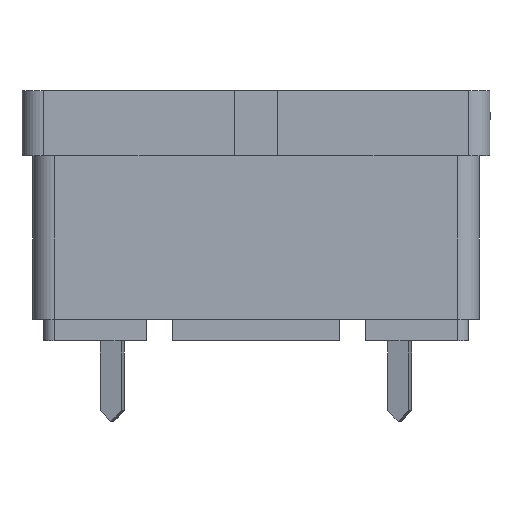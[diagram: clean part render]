
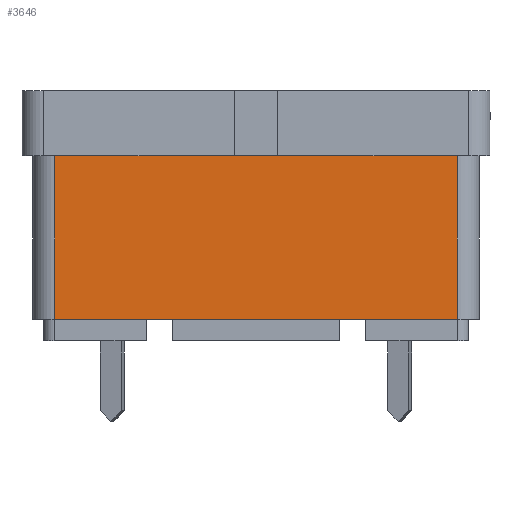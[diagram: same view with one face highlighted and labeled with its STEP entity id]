
A CAD part, front view. The second image highlights one B-rep face of the part: STEP entity #3646.
In plain terms, the highlighted planar face has unit normal (0, -1, 0).
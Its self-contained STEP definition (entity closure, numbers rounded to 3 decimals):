
#3020=CARTESIAN_POINT('',(-9.249,-12.75,8.5));
#3021=VERTEX_POINT('',#3020);
#3029=CARTESIAN_POINT('',(9.251,-12.75,8.5));
#3030=VERTEX_POINT('',#3029);
#3031=CARTESIAN_POINT('',(-9.249,-12.75,8.5));
#3032=DIRECTION('',(1.0,0.0,0.0));
#3033=VECTOR('',#3032,18.5);
#3034=LINE('',#3031,#3033);
#3035=EDGE_CURVE('',#3021,#3030,#3034,.T.);
#3055=CARTESIAN_POINT('',(9.251,-12.75,1.0));
#3056=VERTEX_POINT('',#3055);
#3064=CARTESIAN_POINT('',(-9.249,-12.75,1.0));
#3065=VERTEX_POINT('',#3064);
#3066=CARTESIAN_POINT('',(9.251,-12.75,1.0));
#3067=DIRECTION('',(-1.0,0.0,0.0));
#3068=VECTOR('',#3067,18.5);
#3069=LINE('',#3066,#3068);
#3070=EDGE_CURVE('',#3056,#3065,#3069,.T.);
#3619=CARTESIAN_POINT('',(9.251,-12.75,1.0));
#3620=DIRECTION('',(0.0,0.0,1.0));
#3621=VECTOR('',#3620,7.5);
#3622=LINE('',#3619,#3621);
#3623=EDGE_CURVE('',#3056,#3030,#3622,.T.);
#3630=CARTESIAN_POINT('',(9.251,-12.75,1.0));
#3631=DIRECTION('',(0.0,-1.0,0.0));
#3632=DIRECTION('',(0.0,0.0,-1.0));
#3633=AXIS2_PLACEMENT_3D('',#3630,#3631,#3632);
#3634=PLANE('',#3633);
#3635=ORIENTED_EDGE('',*,*,#3035,.F.);
#3636=CARTESIAN_POINT('',(-9.249,-12.75,1.0));
#3637=DIRECTION('',(0.0,0.0,1.0));
#3638=VECTOR('',#3637,7.5);
#3639=LINE('',#3636,#3638);
#3640=EDGE_CURVE('',#3065,#3021,#3639,.T.);
#3641=ORIENTED_EDGE('',*,*,#3640,.F.);
#3642=ORIENTED_EDGE('',*,*,#3070,.F.);
#3643=ORIENTED_EDGE('',*,*,#3623,.T.);
#3644=EDGE_LOOP('',(#3635,#3641,#3642,#3643));
#3645=FACE_OUTER_BOUND('',#3644,.T.);
#3646=ADVANCED_FACE('',(#3645),#3634,.T.);
